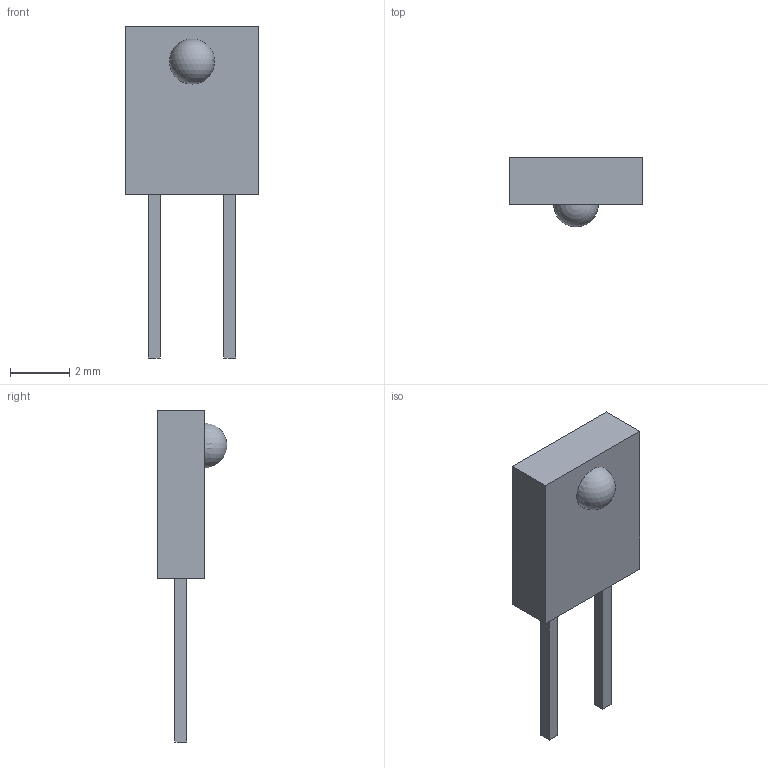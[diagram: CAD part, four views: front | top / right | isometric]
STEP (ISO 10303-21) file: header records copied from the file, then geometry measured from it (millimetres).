
FILE_DESCRIPTION(('FreeCAD Model'),'2;1');
FILE_NAME('LED_SideEmitter_Rectangular_W4.5mm_H1.6mm.step','2017-11-25T22:01:08',( 'kicad StepUp'),('ksu MCAD'),'Open CASCADE STEP processor 6.8', 'FreeCAD','Unknown');
FILE_SCHEMA(('AUTOMOTIVE_DESIGN_CC2 { 1 2 10303 214 -1 1 5 4 }'));
Length unit declared in the file: millimetre
Products named in the file (1): LED_SideEmitter_Rectangular_W4.5mm_H1.6mm
Bounding box: 4.5 x 2.35 x 11.2 mm (x, y, z)
Volume: 43.7 mm3; surface area: 103.4 mm2
Topology: 1 solids, 1 shells, 17 faces, 40 edges, 26 vertices
Faces by surface type: plane 16, sphere 1
Entity records: 602 total; most frequent: CARTESIAN_POINT 82, DIRECTION 76, ORIENTED_EDGE 76, EDGE_CURVE 38, LINE 36, VECTOR 36, VERTEX_POINT 26, AXIS2_PLACEMENT_3D 20
